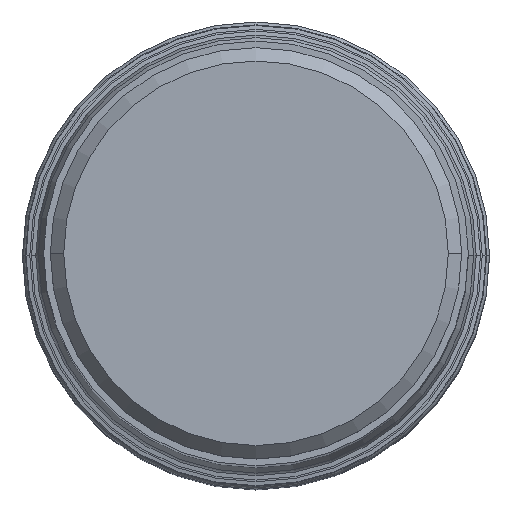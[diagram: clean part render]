
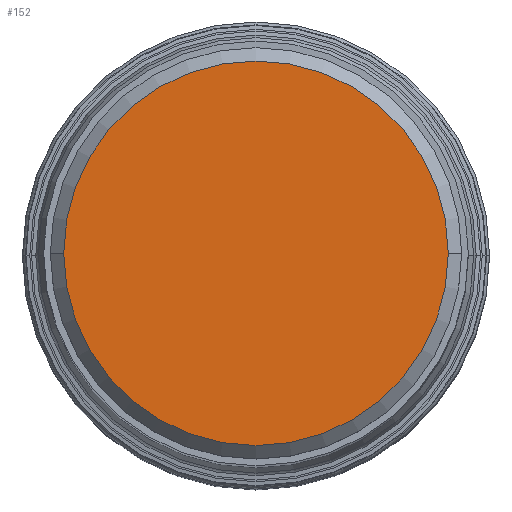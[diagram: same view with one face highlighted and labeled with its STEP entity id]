
A CAD part, top view. The second image highlights one B-rep face of the part: STEP entity #152.
In plain terms, the highlighted planar face has unit normal (0, 0, 1).
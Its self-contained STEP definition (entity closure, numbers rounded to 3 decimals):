
#29=PLANE('',#1456);
#152=ADVANCED_FACE('',(#301),#29,.F.);
#301=FACE_OUTER_BOUND('',#379,.T.);
#379=EDGE_LOOP('',(#650,#651));
#650=ORIENTED_EDGE('',*,*,#916,.T.);
#651=ORIENTED_EDGE('',*,*,#915,.T.);
#770=VERTEX_POINT('',#2949);
#771=VERTEX_POINT('',#2951);
#915=EDGE_CURVE('',#770,#771,#1108,.T.);
#916=EDGE_CURVE('',#771,#770,#1109,.T.);
#1108=CIRCLE('',#1453,14.375);
#1109=CIRCLE('',#1455,14.375);
#1453=AXIS2_PLACEMENT_3D('',#2952,#1778,#1779);
#1455=AXIS2_PLACEMENT_3D('',#2954,#1782,#1783);
#1456=AXIS2_PLACEMENT_3D('',#2955,#1784,#1785);
#1778=DIRECTION('',(0.,0.,1.));
#1779=DIRECTION('',(-1.,0.,0.));
#1782=DIRECTION('',(0.,0.,1.));
#1783=DIRECTION('',(1.,0.,0.));
#1784=DIRECTION('',(0.,0.,-1.));
#1785=DIRECTION('',(-1.,0.,0.));
#2949=CARTESIAN_POINT('',(-14.375,0.,0.));
#2951=CARTESIAN_POINT('',(14.375,0.,0.));
#2952=CARTESIAN_POINT('',(0.,0.,0.));
#2954=CARTESIAN_POINT('',(0.,0.,0.));
#2955=CARTESIAN_POINT('',(0.,0.,0.));
